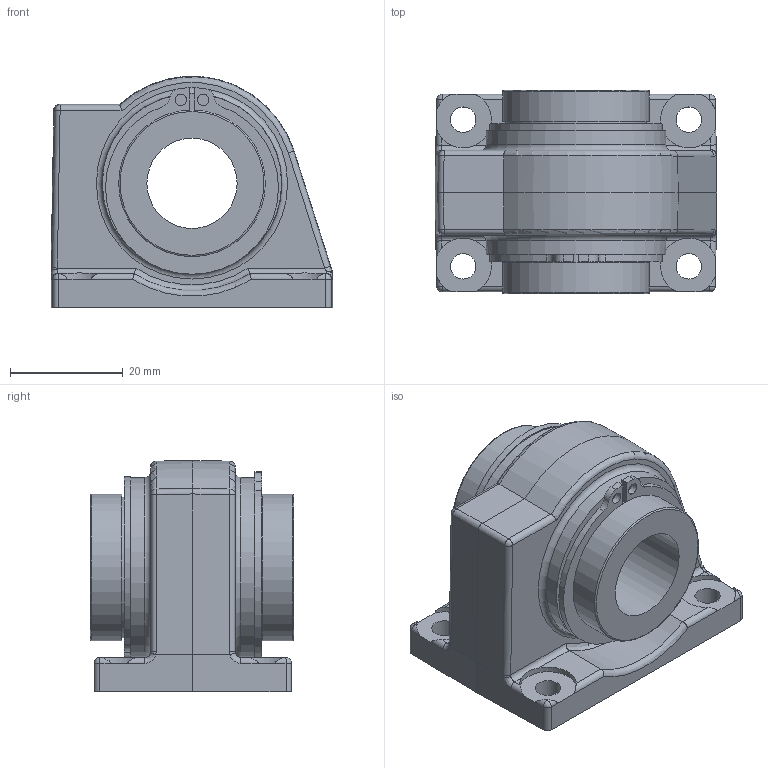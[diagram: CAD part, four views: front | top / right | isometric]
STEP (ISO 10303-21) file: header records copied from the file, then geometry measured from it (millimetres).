
FILE_DESCRIPTION(/* description */ (''),/* implementation_level */ '2;1');
FILE_NAME(/* name */ '131402-0.step',/* time_stamp */ '2021-08-11T10:55:39+02:00',/* author */ ('Muellerj'),/* organization */ (''),/* preprocessor_version */ 'ST-DEVELOPER v18.1',/* originating_system */ 'Autodesk Inventor 2021',/* authorisation */ '');
FILE_SCHEMA (('AUTOMOTIVE_DESIGN { 1 0 10303 214 3 1 1 }'));
Length unit declared in the file: millimetre
Products named in the file (4): MTW_1-00080987; MTW_1-00079068; leer; leer_1
Assembly tree (4 placements, depth 2):
  MTW_1-00080987
    MTW_1-00079068
    leer
    leer_1  x2
Bounding box: 49.98 x 36 x 40.95 mm (x, y, z)
Volume: 36614 mm3; surface area: 16566.1 mm2
Topology: 4 solids, 4 shells, 152 faces, 348 edges, 208 vertices
Faces by surface type: cylinder 75, plane 47, torus 10, bspline 8, sphere 8, cone 4
Full cylindrical faces by diameter (mm): 2 x4, 4.5 x4, 16 x1, 24.9 x2, 26 x4
Entity records: 4579 total; most frequent: CARTESIAN_POINT 1320, DIRECTION 688, ORIENTED_EDGE 620, EDGE_CURVE 310, AXIS2_PLACEMENT_3D 280, VERTEX_POINT 184, EDGE_LOOP 160, FACE_OUTER_BOUND 138
